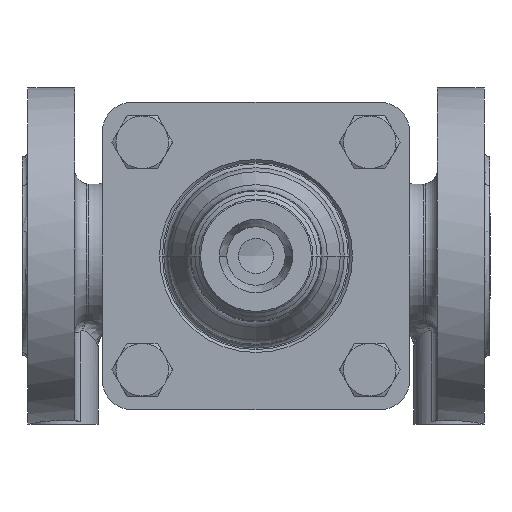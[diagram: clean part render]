
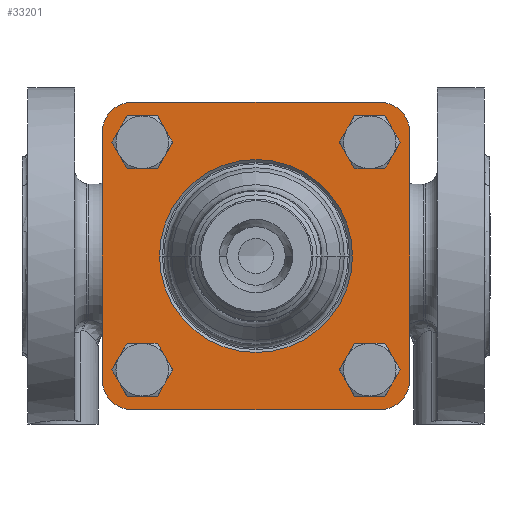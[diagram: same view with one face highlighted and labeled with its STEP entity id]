
A CAD part, front view. The second image highlights one B-rep face of the part: STEP entity #33201.
In plain terms, the highlighted planar face has unit normal (0, -1, 0).
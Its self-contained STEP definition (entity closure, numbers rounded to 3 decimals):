
#32752=CARTESIAN_POINT('',(-42.5,0.,42.5));
#32753=DIRECTION('',(0.,-1.,0.));
#32754=DIRECTION('',(0.,0.,1.));
#32755=AXIS2_PLACEMENT_3D('',#32752,#32753,#32754);
#32757=DIRECTION('',(1.,0.,0.));
#32758=VECTOR('',#32757,85.);
#32759=CARTESIAN_POINT('',(-42.5,0.,52.5));
#32760=LINE('',#32759,#32758);
#32761=CARTESIAN_POINT('',(42.5,0.,42.5));
#32762=DIRECTION('',(0.,-1.,0.));
#32763=DIRECTION('',(1.,0.,0.));
#32764=AXIS2_PLACEMENT_3D('',#32761,#32762,#32763);
#32766=DIRECTION('',(0.,0.,-1.));
#32767=VECTOR('',#32766,85.);
#32768=CARTESIAN_POINT('',(52.5,0.,42.5));
#32769=LINE('',#32768,#32767);
#32770=CARTESIAN_POINT('',(42.5,0.,-42.5));
#32771=DIRECTION('',(0.,-1.,0.));
#32772=DIRECTION('',(0.,0.,-1.));
#32773=AXIS2_PLACEMENT_3D('',#32770,#32771,#32772);
#32775=DIRECTION('',(-1.,0.,0.));
#32776=VECTOR('',#32775,85.);
#32777=CARTESIAN_POINT('',(42.5,0.,-52.5));
#32778=LINE('',#32777,#32776);
#32779=CARTESIAN_POINT('',(-42.5,0.,-42.5));
#32780=DIRECTION('',(0.,-1.,0.));
#32781=DIRECTION('',(-1.,0.,0.));
#32782=AXIS2_PLACEMENT_3D('',#32779,#32780,#32781);
#32784=DIRECTION('',(0.,0.,1.));
#32785=VECTOR('',#32784,85.);
#32786=CARTESIAN_POINT('',(-52.5,0.,-42.5));
#32787=LINE('',#32786,#32785);
#32788=CARTESIAN_POINT('',(0.,0.,
0.));
#32789=DIRECTION('',(0.,1.,0.));
#32790=DIRECTION('',(1.,0.,0.));
#32791=AXIS2_PLACEMENT_3D('',#32788,#32789,#32790);
#32793=CARTESIAN_POINT('',(0.,0.,
0.));
#32794=DIRECTION('',(0.,1.,0.));
#32795=DIRECTION('',(-1.,0.,0.));
#32796=AXIS2_PLACEMENT_3D('',#32793,#32794,#32795);
#32798=CARTESIAN_POINT('',(-38.891,0.,38.891));
#32799=DIRECTION('',(0.,-1.,0.));
#32800=DIRECTION('',(1.,0.,0.));
#32801=AXIS2_PLACEMENT_3D('',#32798,#32799,#32800);
#32803=CARTESIAN_POINT('',(-38.891,0.,38.891));
#32804=DIRECTION('',(0.,-1.,0.));
#32805=DIRECTION('',(-1.,0.,0.));
#32806=AXIS2_PLACEMENT_3D('',#32803,#32804,#32805);
#32808=CARTESIAN_POINT('',(38.891,0.,38.891));
#32809=DIRECTION('',(0.,-1.,0.));
#32810=DIRECTION('',(1.,0.,0.));
#32811=AXIS2_PLACEMENT_3D('',#32808,#32809,#32810);
#32813=CARTESIAN_POINT('',(38.891,0.,38.891));
#32814=DIRECTION('',(0.,-1.,0.));
#32815=DIRECTION('',(-1.,0.,0.));
#32816=AXIS2_PLACEMENT_3D('',#32813,#32814,#32815);
#32818=CARTESIAN_POINT('',(38.891,0.,-38.891));
#32819=DIRECTION('',(0.,-1.,0.));
#32820=DIRECTION('',(1.,0.,0.));
#32821=AXIS2_PLACEMENT_3D('',#32818,#32819,#32820);
#32823=CARTESIAN_POINT('',(38.891,0.,-38.891));
#32824=DIRECTION('',(0.,-1.,0.));
#32825=DIRECTION('',(-1.,0.,0.));
#32826=AXIS2_PLACEMENT_3D('',#32823,#32824,#32825);
#32828=CARTESIAN_POINT('',(-38.891,0.,-38.891));
#32829=DIRECTION('',(0.,-1.,0.));
#32830=DIRECTION('',(1.,0.,0.));
#32831=AXIS2_PLACEMENT_3D('',#32828,#32829,#32830);
#32833=CARTESIAN_POINT('',(-38.891,0.,-38.891));
#32834=DIRECTION('',(0.,-1.,0.));
#32835=DIRECTION('',(-1.,0.,0.));
#32836=AXIS2_PLACEMENT_3D('',#32833,#32834,#32835);
#33068=CARTESIAN_POINT('',(-42.5,0.,52.5));
#33069=CARTESIAN_POINT('',(-52.5,0.,42.5));
#33070=VERTEX_POINT('',#33068);
#33071=VERTEX_POINT('',#33069);
#33076=CARTESIAN_POINT('',(52.5,0.,42.5));
#33077=CARTESIAN_POINT('',(42.5,0.,52.5));
#33078=VERTEX_POINT('',#33076);
#33079=VERTEX_POINT('',#33077);
#33084=CARTESIAN_POINT('',(42.5,0.,-52.5));
#33085=CARTESIAN_POINT('',(52.5,0.,-42.5));
#33086=VERTEX_POINT('',#33084);
#33087=VERTEX_POINT('',#33085);
#33092=CARTESIAN_POINT('',(-52.5,0.,-42.5));
#33093=CARTESIAN_POINT('',(-42.5,0.,-52.5));
#33094=VERTEX_POINT('',#33092);
#33095=VERTEX_POINT('',#33093);
#33108=CARTESIAN_POINT('',(33.,0.,0.));
#33109=CARTESIAN_POINT('',(-33.,0.,
0.));
#33110=VERTEX_POINT('',#33108);
#33111=VERTEX_POINT('',#33109);
#33116=CARTESIAN_POINT('',(-31.891,0.,38.891));
#33117=CARTESIAN_POINT('',(-45.891,0.,38.891));
#33118=VERTEX_POINT('',#33116);
#33119=VERTEX_POINT('',#33117);
#33124=CARTESIAN_POINT('',(45.891,0.,38.891));
#33125=CARTESIAN_POINT('',(31.891,0.,38.891));
#33126=VERTEX_POINT('',#33124);
#33127=VERTEX_POINT('',#33125);
#33132=CARTESIAN_POINT('',(45.891,0.,-38.891));
#33133=CARTESIAN_POINT('',(31.891,0.,-38.891));
#33134=VERTEX_POINT('',#33132);
#33135=VERTEX_POINT('',#33133);
#33140=CARTESIAN_POINT('',(-31.891,0.,-38.891));
#33141=CARTESIAN_POINT('',(-45.891,0.,-38.891));
#33142=VERTEX_POINT('',#33140);
#33143=VERTEX_POINT('',#33141);
#33148=CARTESIAN_POINT('',(0.,0.,0.));
#33149=DIRECTION('',(0.,1.,0.));
#33150=DIRECTION('',(1.,0.,0.));
#33151=AXIS2_PLACEMENT_3D('',#33148,#33149,#33150);
#33152=PLANE('',#33151);
#33154=ORIENTED_EDGE('',*,*,#33153,.F.);
#33156=ORIENTED_EDGE('',*,*,#33155,.T.);
#33158=ORIENTED_EDGE('',*,*,#33157,.F.);
#33160=ORIENTED_EDGE('',*,*,#33159,.T.);
#33162=ORIENTED_EDGE('',*,*,#33161,.F.);
#33164=ORIENTED_EDGE('',*,*,#33163,.T.);
#33166=ORIENTED_EDGE('',*,*,#33165,.F.);
#33168=ORIENTED_EDGE('',*,*,#33167,.T.);
#33169=EDGE_LOOP('',(#33154,#33156,#33158,#33160,#33162,#33164,#33166,#33168));
#33170=FACE_OUTER_BOUND('',#33169,.F.);
#33172=ORIENTED_EDGE('',*,*,#33171,.F.);
#33174=ORIENTED_EDGE('',*,*,#33173,.F.);
#33175=EDGE_LOOP('',(#33172,#33174));
#33176=FACE_BOUND('',#33175,.F.);
#33178=ORIENTED_EDGE('',*,*,#33177,.T.);
#33180=ORIENTED_EDGE('',*,*,#33179,.T.);
#33181=EDGE_LOOP('',(#33178,#33180));
#33182=FACE_BOUND('',#33181,.F.);
#33184=ORIENTED_EDGE('',*,*,#33183,.T.);
#33186=ORIENTED_EDGE('',*,*,#33185,.T.);
#33187=EDGE_LOOP('',(#33184,#33186));
#33188=FACE_BOUND('',#33187,.F.);
#33190=ORIENTED_EDGE('',*,*,#33189,.T.);
#33192=ORIENTED_EDGE('',*,*,#33191,.T.);
#33193=EDGE_LOOP('',(#33190,#33192));
#33194=FACE_BOUND('',#33193,.F.);
#33196=ORIENTED_EDGE('',*,*,#33195,.T.);
#33198=ORIENTED_EDGE('',*,*,#33197,.T.);
#33199=EDGE_LOOP('',(#33196,#33198));
#33200=FACE_BOUND('',#33199,.F.);
#33201=ADVANCED_FACE('',(#33170,#33176,#33182,#33188,#33194,#33200),#33152,.F.);
#32756=CIRCLE('',#32755,10.);
#32765=CIRCLE('',#32764,10.);
#32774=CIRCLE('',#32773,10.);
#32783=CIRCLE('',#32782,10.);
#32792=CIRCLE('',#32791,33.);
#32797=CIRCLE('',#32796,33.);
#32802=CIRCLE('',#32801,7.);
#32807=CIRCLE('',#32806,7.);
#32812=CIRCLE('',#32811,7.);
#32817=CIRCLE('',#32816,7.);
#32822=CIRCLE('',#32821,7.);
#32827=CIRCLE('',#32826,7.);
#32832=CIRCLE('',#32831,7.);
#32837=CIRCLE('',#32836,7.);
#33153=EDGE_CURVE('',#33070,#33071,#32756,.T.);
#33155=EDGE_CURVE('',#33070,#33079,#32760,.T.);
#33157=EDGE_CURVE('',#33078,#33079,#32765,.T.);
#33159=EDGE_CURVE('',#33078,#33087,#32769,.T.);
#33161=EDGE_CURVE('',#33086,#33087,#32774,.T.);
#33163=EDGE_CURVE('',#33086,#33095,#32778,.T.);
#33165=EDGE_CURVE('',#33094,#33095,#32783,.T.);
#33167=EDGE_CURVE('',#33094,#33071,#32787,.T.);
#33171=EDGE_CURVE('',#33110,#33111,#32792,.T.);
#33173=EDGE_CURVE('',#33111,#33110,#32797,.T.);
#33177=EDGE_CURVE('',#33118,#33119,#32802,.T.);
#33179=EDGE_CURVE('',#33119,#33118,#32807,.T.);
#33183=EDGE_CURVE('',#33126,#33127,#32812,.T.);
#33185=EDGE_CURVE('',#33127,#33126,#32817,.T.);
#33189=EDGE_CURVE('',#33134,#33135,#32822,.T.);
#33191=EDGE_CURVE('',#33135,#33134,#32827,.T.);
#33195=EDGE_CURVE('',#33142,#33143,#32832,.T.);
#33197=EDGE_CURVE('',#33143,#33142,#32837,.T.);
